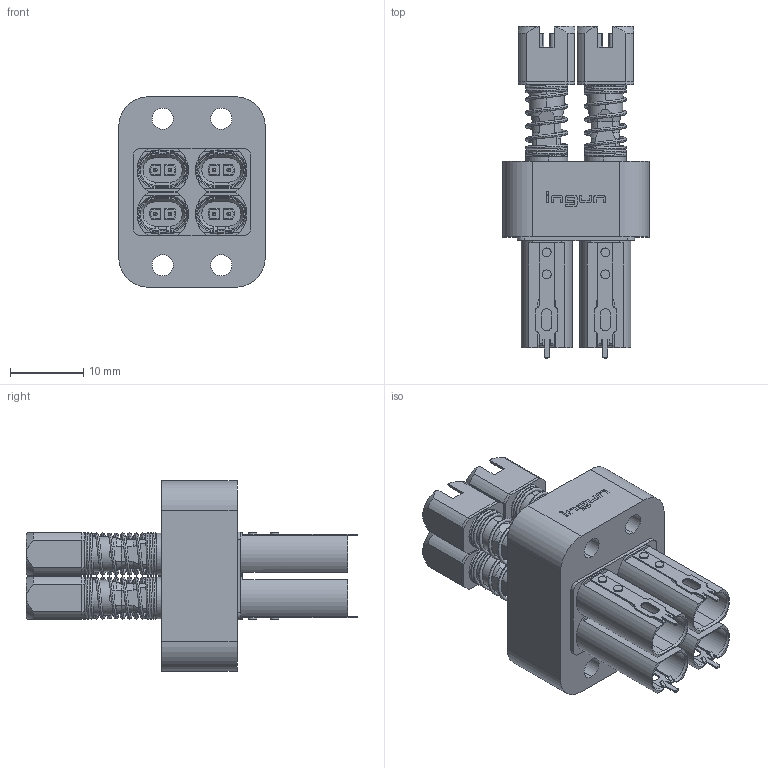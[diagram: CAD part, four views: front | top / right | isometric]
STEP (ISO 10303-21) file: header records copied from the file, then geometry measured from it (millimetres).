
FILE_DESCRIPTION (( 'STEP AP203' ), '1' );
FILE_NAME ('INGUN_HFS-802_314_051_A_xx42_HMTD-4.STEP', '2025-09-30T08:19:39', ( '' ), ( '' ), 'SwSTEP 2.0', 'SolidWorks 2023', '' );
FILE_SCHEMA (( 'CONFIG_CONTROL_DESIGN' ));
Length unit declared in the file: millimetre
Products named in the file (1): INGUN_HFS-802_314_051_A_xx42_HMTD-4
Bounding box: 20 x 45.3 x 26 mm (x, y, z)
Volume: 7191.7 mm3; surface area: 7588.9 mm2
Topology: 1 solids, 1 shells, 1051 faces, 2678 edges, 1672 vertices
Faces by surface type: plane 549, cylinder 326, cone 136, bspline 24, sphere 16
Entity records: 42047 total; most frequent: CARTESIAN_POINT 16840, ORIENTED_EDGE 5292, DIRECTION 5262, EDGE_CURVE 2646, AXIS2_PLACEMENT_3D 1868, VERTEX_POINT 1656, LINE 1526, VECTOR 1526
